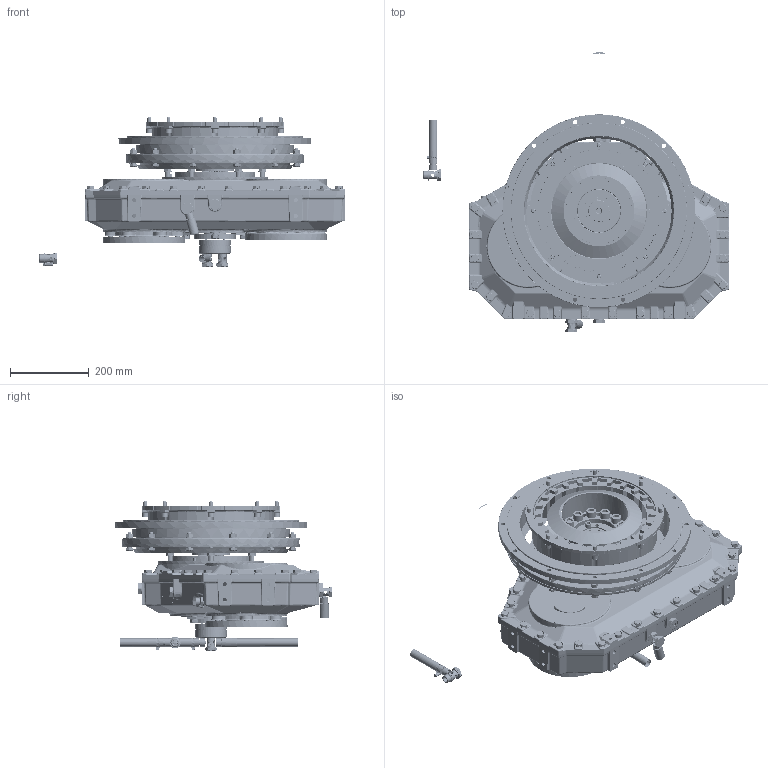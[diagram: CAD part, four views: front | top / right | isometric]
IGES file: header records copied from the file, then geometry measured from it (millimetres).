
Start section: SolidWorks IGES file using analytic representation for surfaces
Global section: file name: 1029017AC.igs; native system: SolidWorks 2015; preprocessor: SolidWorks 2015; author: smtservice; date: 190128.130353; units: millimetre
Bounding box: 776.5 x 712.54 x 378.75 mm (x, y, z)
Surface area: 3694102.8 mm2 (no closed solid volume)
Topology: 0 solids, 4 shells, 9499 faces, 140909 edges, 139282 vertices
Faces by surface type: bspline 6305, revolution 3194
